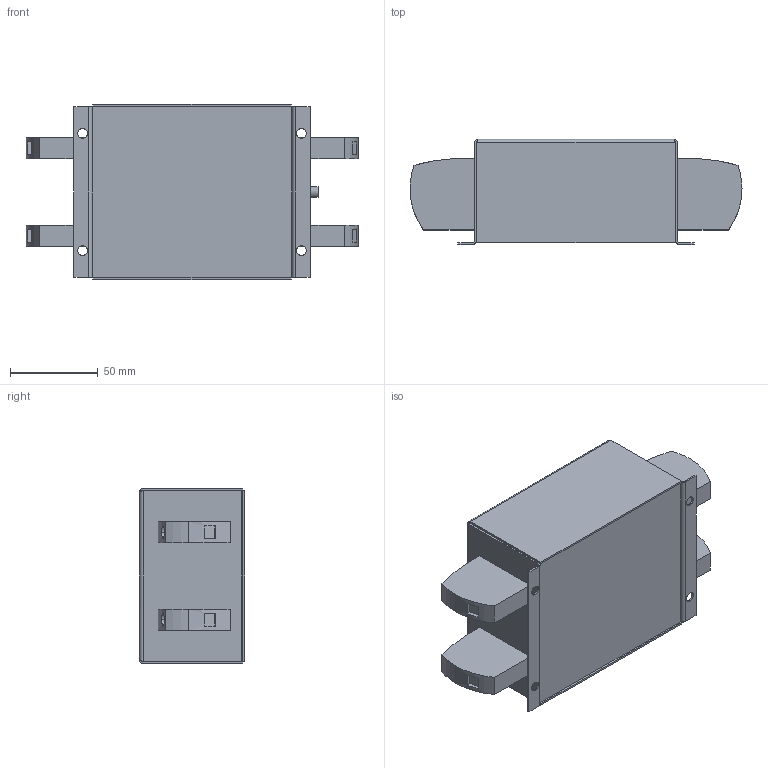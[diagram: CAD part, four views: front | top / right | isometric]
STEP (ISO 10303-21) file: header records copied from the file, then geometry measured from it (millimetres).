
FILE_DESCRIPTION (( 'STEP AP214' ), '1' );
FILE_NAME ('190392.STEP', '2024-09-30T06:45:05', ( '' ), ( '' ), 'SwSTEP 2.0', 'SolidWorks 2022', '' );
FILE_SCHEMA (( 'AUTOMOTIVE_DESIGN' ));
Length unit declared in the file: millimetre
Products named in the file (1): 190392
Bounding box: 189.66 x 60.05 x 100 mm (x, y, z)
Volume: 741624.1 mm3; surface area: 67458.1 mm2
Topology: 1 solids, 1 shells, 172 faces, 406 edges, 250 vertices
Faces by surface type: plane 104, cylinder 40, cone 16, bspline 12
Entity records: 5570 total; most frequent: CARTESIAN_POINT 1625, ORIENTED_EDGE 796, DIRECTION 782, EDGE_CURVE 398, VECTOR 288, LINE 288, VERTEX_POINT 250, AXIS2_PLACEMENT_3D 247
